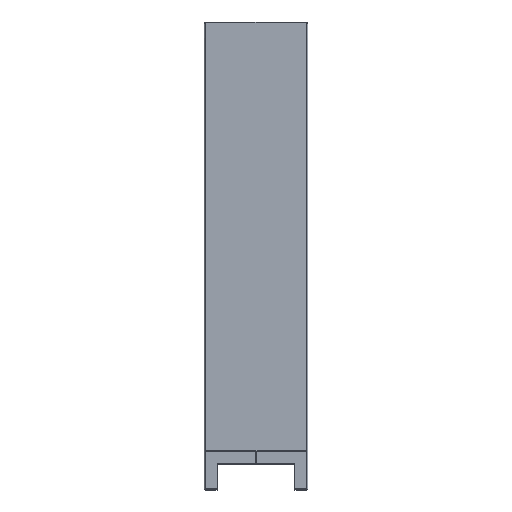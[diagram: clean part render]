
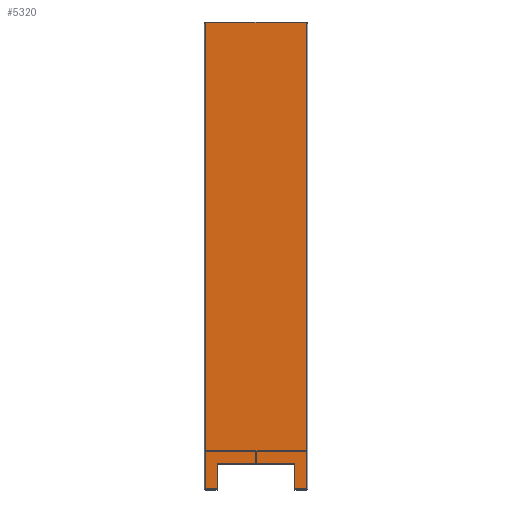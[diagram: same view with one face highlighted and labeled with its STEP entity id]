
A CAD part, top view. The second image highlights one B-rep face of the part: STEP entity #5320.
In plain terms, the highlighted face is planar.
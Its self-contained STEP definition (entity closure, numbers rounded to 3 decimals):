
#25 = CARTESIAN_POINT ( 'NONE',  ( 194., 0., 0. ) ) ;
#62 = LINE ( 'NONE', #6382, #2446 ) ;
#145 = CARTESIAN_POINT ( 'NONE',  ( -200., 0., 0. ) ) ;
#175 = VERTEX_POINT ( 'NONE', #3965 ) ;
#195 = ORIENTED_EDGE ( 'NONE', *, *, #7146, .T. ) ;
#242 = ORIENTED_EDGE ( 'NONE', *, *, #5966, .T. ) ;
#245 = CARTESIAN_POINT ( 'NONE',  ( 194., 0., 0. ) ) ;
#300 = VERTEX_POINT ( 'NONE', #591 ) ;
#328 = EDGE_LOOP ( 'NONE', ( #5335, #195, #242, #9666, #8174, #1922, #510, #5712 ) ) ;
#403 = LINE ( 'NONE', #6627, #535 ) ;
#510 = ORIENTED_EDGE ( 'NONE', *, *, #4505, .T. ) ;
#535 = VECTOR ( 'NONE', #7348, 1000. ) ;
#591 = CARTESIAN_POINT ( 'NONE',  ( -194., 0., -1797. ) ) ;
#813 = EDGE_CURVE ( 'NONE', #1502, #6794, #7951, .T. ) ;
#899 = DIRECTION ( 'NONE',  ( 1., 0., 0. ) ) ;
#948 = PLANE ( 'NONE',  #4841 ) ;
#1172 = CARTESIAN_POINT ( 'NONE',  ( 150., 0., -100. ) ) ;
#1189 = EDGE_CURVE ( 'NONE', #6794, #9647, #7058, .T. ) ;
#1336 = VECTOR ( 'NONE', #7140, 1000. ) ;
#1428 = CARTESIAN_POINT ( 'NONE',  ( 194., 0., -1797. ) ) ;
#1502 = VERTEX_POINT ( 'NONE', #6388 ) ;
#1611 = VERTEX_POINT ( 'NONE', #1172 ) ;
#1651 = DIRECTION ( 'NONE',  ( 0., -1., 0. ) ) ;
#1922 = ORIENTED_EDGE ( 'NONE', *, *, #7176, .T. ) ;
#2446 = VECTOR ( 'NONE', #2469, 1000. ) ;
#2469 = DIRECTION ( 'NONE',  ( -1., 0., 0. ) ) ;
#2538 = LINE ( 'NONE', #25, #3760 ) ;
#2616 = VECTOR ( 'NONE', #4848, 1000. ) ;
#2728 = VERTEX_POINT ( 'NONE', #245 ) ;
#3173 = CARTESIAN_POINT ( 'NONE',  ( 150., 0., 0. ) ) ;
#3760 = VECTOR ( 'NONE', #9273, 1000. ) ;
#3906 = DIRECTION ( 'NONE',  ( 0., 0., 1. ) ) ;
#3951 = LINE ( 'NONE', #5468, #7933 ) ;
#3965 = CARTESIAN_POINT ( 'NONE',  ( 150., 0., 0. ) ) ;
#4027 = CARTESIAN_POINT ( 'NONE',  ( 0., 0., 0. ) ) ;
#4416 = VERTEX_POINT ( 'NONE', #1428 ) ;
#4505 = EDGE_CURVE ( 'NONE', #1611, #175, #3951, .T. ) ;
#4719 = DIRECTION ( 'NONE',  ( 0., 0., -1. ) ) ;
#4795 = CARTESIAN_POINT ( 'NONE',  ( -150., 0., -100. ) ) ;
#4839 = FACE_OUTER_BOUND ( 'NONE', #328, .T. ) ;
#4841 = AXIS2_PLACEMENT_3D ( 'NONE', #4027, #1651, #9440 ) ;
#4848 = DIRECTION ( 'NONE',  ( 1., 0., 0. ) ) ;
#5320 = ADVANCED_FACE ( 'NONE', ( #4839 ), #948, .F. ) ;
#5335 = ORIENTED_EDGE ( 'NONE', *, *, #9033, .T. ) ;
#5456 = LINE ( 'NONE', #3173, #1336 ) ;
#5468 = CARTESIAN_POINT ( 'NONE',  ( 150., 0., 0. ) ) ;
#5560 = LINE ( 'NONE', #4795, #2616 ) ;
#5712 = ORIENTED_EDGE ( 'NONE', *, *, #7073, .T. ) ;
#5966 = EDGE_CURVE ( 'NONE', #300, #1502, #403, .T. ) ;
#6301 = VECTOR ( 'NONE', #4719, 1000. ) ;
#6382 = CARTESIAN_POINT ( 'NONE',  ( -200., 0., -1797. ) ) ;
#6388 = CARTESIAN_POINT ( 'NONE',  ( -194., 0., 0. ) ) ;
#6627 = CARTESIAN_POINT ( 'NONE',  ( -194., 0., -1797. ) ) ;
#6794 = VERTEX_POINT ( 'NONE', #8403 ) ;
#7058 = LINE ( 'NONE', #8670, #6301 ) ;
#7073 = EDGE_CURVE ( 'NONE', #175, #2728, #5456, .T. ) ;
#7140 = DIRECTION ( 'NONE',  ( 1., 0., 0. ) ) ;
#7146 = EDGE_CURVE ( 'NONE', #4416, #300, #62, .T. ) ;
#7176 = EDGE_CURVE ( 'NONE', #9647, #1611, #5560, .T. ) ;
#7348 = DIRECTION ( 'NONE',  ( 0., 0., 1. ) ) ;
#7771 = VECTOR ( 'NONE', #899, 1000. ) ;
#7933 = VECTOR ( 'NONE', #3906, 1000. ) ;
#7951 = LINE ( 'NONE', #145, #7771 ) ;
#8174 = ORIENTED_EDGE ( 'NONE', *, *, #1189, .T. ) ;
#8403 = CARTESIAN_POINT ( 'NONE',  ( -150., 0., 0. ) ) ;
#8549 = CARTESIAN_POINT ( 'NONE',  ( -150., 0., -100. ) ) ;
#8670 = CARTESIAN_POINT ( 'NONE',  ( -150., 0., 0. ) ) ;
#9033 = EDGE_CURVE ( 'NONE', #2728, #4416, #2538, .T. ) ;
#9273 = DIRECTION ( 'NONE',  ( 0., 0., -1. ) ) ;
#9440 = DIRECTION ( 'NONE',  ( 0., 0., -1. ) ) ;
#9647 = VERTEX_POINT ( 'NONE', #8549 ) ;
#9666 = ORIENTED_EDGE ( 'NONE', *, *, #813, .T. ) ;
